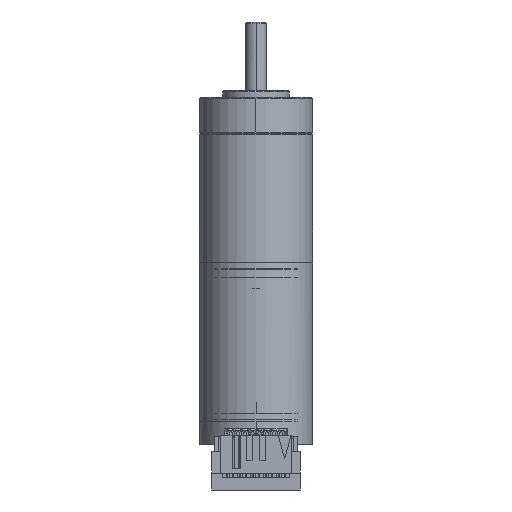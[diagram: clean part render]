
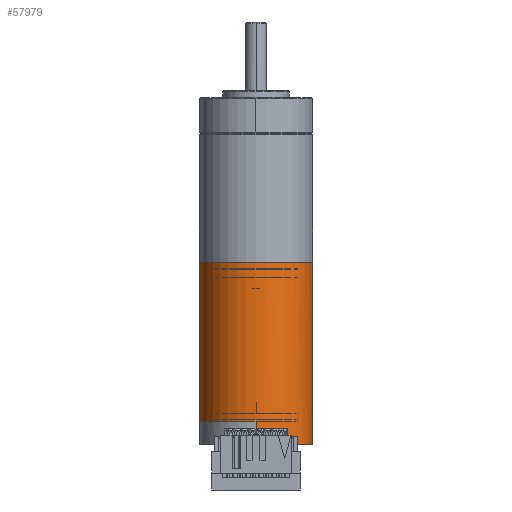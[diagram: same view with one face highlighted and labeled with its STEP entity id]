
A CAD part, front view. The second image highlights one B-rep face of the part: STEP entity #57979.
In plain terms, the highlighted cylindrical face has radius 11 mm (diameter 22 mm), a partial arc.
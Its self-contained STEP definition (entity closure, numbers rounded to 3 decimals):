
#19824=DIRECTION('',(0.,0.,-1.));
#19825=VECTOR('',#19824,30.8);
#19826=CARTESIAN_POINT('',(-11.,0.,30.8));
#19827=LINE('',#19826,#19825);
#19828=DIRECTION('',(0.,0.,1.));
#19829=VECTOR('',#19828,1.5);
#19830=CARTESIAN_POINT('',(0.,-11.,-1.5));
#19831=LINE('',#19830,#19829);
#19851=DIRECTION('',(0.,0.,1.));
#19852=VECTOR('',#19851,4.5);
#19853=CARTESIAN_POINT('',(0.,11.,-4.5));
#19854=LINE('',#19853,#19852);
#19855=CARTESIAN_POINT('',(0.,0.,0.));
#19856=DIRECTION('',(0.,0.,-1.));
#19857=DIRECTION('',(0.,1.,0.));
#19858=AXIS2_PLACEMENT_3D('',#19855,#19856,#19857);
#19860=DIRECTION('',(0.,0.,1.));
#19861=VECTOR('',#19860,30.8);
#19862=CARTESIAN_POINT('',(11.,0.,0.));
#19863=LINE('',#19862,#19861);
#19869=CARTESIAN_POINT('',(0.,0.,-4.5));
#19870=DIRECTION('',(0.,0.,-1.));
#19871=DIRECTION('',(0.,1.,0.));
#19872=AXIS2_PLACEMENT_3D('',#19869,#19870,#19871);
#19874=CARTESIAN_POINT('',(6.168,-9.108,-4.3));
#19875=CARTESIAN_POINT('',(6.235,-9.063,
-4.367));
#19876=CARTESIAN_POINT('',(6.301,-9.017,
-4.434));
#19877=CARTESIAN_POINT('',(6.368,-8.97,-4.5));
#19879=DIRECTION('',(0.,0.,-1.));
#19880=VECTOR('',#19879,2.8);
#19881=CARTESIAN_POINT('',(6.168,-9.108,-1.5));
#19882=LINE('',#19881,#19880);
#19883=CARTESIAN_POINT('',(0.,0.,-1.5));
#19884=DIRECTION('',(0.,0.,-1.));
#19885=DIRECTION('',(0.561,-0.828,0.));
#19886=AXIS2_PLACEMENT_3D('',#19883,#19884,#19885);
#19888=CARTESIAN_POINT('',(0.,0.,0.));
#19889=DIRECTION('',(0.,0.,-1.));
#19890=DIRECTION('',(0.,-1.,0.));
#19891=AXIS2_PLACEMENT_3D('',#19888,#19889,#19890);
#19893=CARTESIAN_POINT('',(0.,0.,30.8));
#19894=DIRECTION('',(0.,0.,-1.));
#19895=DIRECTION('',(1.,0.,0.));
#19896=AXIS2_PLACEMENT_3D('',#19893,#19894,#19895);
#29728=CARTESIAN_POINT('',(11.,0.,30.8));
#29729=CARTESIAN_POINT('',(-11.,0.,30.8));
#29730=VERTEX_POINT('',#29728);
#29731=VERTEX_POINT('',#29729);
#29990=CARTESIAN_POINT('',(6.168,-9.108,-1.5));
#29991=CARTESIAN_POINT('',(0.,-11.,-1.5));
#29992=VERTEX_POINT('',#29990);
#29993=VERTEX_POINT('',#29991);
#30070=VERTEX_POINT('',#19874);
#30071=VERTEX_POINT('',#19877);
#30072=CARTESIAN_POINT('',(0.,11.,-4.5));
#30073=VERTEX_POINT('',#30072);
#30086=CARTESIAN_POINT('',(0.,-11.,0.));
#30087=CARTESIAN_POINT('',(-11.,0.,0.));
#30088=VERTEX_POINT('',#30086);
#30089=VERTEX_POINT('',#30087);
#30090=CARTESIAN_POINT('',(0.,11.,0.));
#30091=CARTESIAN_POINT('',(11.,0.,0.));
#30092=VERTEX_POINT('',#30090);
#30093=VERTEX_POINT('',#30091);
#57957=CARTESIAN_POINT('',(0.,0.,31.29));
#57958=DIRECTION('',(0.,0.,-1.));
#57959=DIRECTION('',(1.,0.,0.));
#57960=AXIS2_PLACEMENT_3D('',#57957,#57958,#57959);
#57961=CYLINDRICAL_SURFACE('',#57960,11.);
#57962=ORIENTED_EDGE('',*,*,#57950,.F.);
#57963=ORIENTED_EDGE('',*,*,#57948,.F.);
#57964=ORIENTED_EDGE('',*,*,#57946,.F.);
#57966=ORIENTED_EDGE('',*,*,#57965,.T.);
#57968=ORIENTED_EDGE('',*,*,#57967,.F.);
#57970=ORIENTED_EDGE('',*,*,#57969,.F.);
#57971=ORIENTED_EDGE('',*,*,#57860,.T.);
#57972=ORIENTED_EDGE('',*,*,#57939,.T.);
#57973=ORIENTED_EDGE('',*,*,#57937,.T.);
#57974=ORIENTED_EDGE('',*,*,#57935,.F.);
#57976=ORIENTED_EDGE('',*,*,#57975,.F.);
#57977=EDGE_LOOP('',(#57962,#57963,#57964,#57966,#57968,#57970,#57971,#57972,
#57973,#57974,#57976));
#57978=FACE_OUTER_BOUND('',#57977,.F.);
#57979=ADVANCED_FACE('',(#57978),#57961,.T.);
#19859=CIRCLE('',#19858,11.);
#19873=CIRCLE('',#19872,11.);
#19878=B_SPLINE_CURVE_WITH_KNOTS('',3,(#19874,#19875,#19876,#19877),
.UNSPECIFIED.,.F.,.F.,(4,4),(0.,1.),.UNSPECIFIED.);
#19887=CIRCLE('',#19886,11.);
#19892=CIRCLE('',#19891,11.);
#19897=CIRCLE('',#19896,11.);
#57860=EDGE_CURVE('',#29992,#29993,#19887,.T.);
#57935=EDGE_CURVE('',#29731,#30089,#19827,.T.);
#57937=EDGE_CURVE('',#30088,#30089,#19892,.T.);
#57939=EDGE_CURVE('',#29993,#30088,#19831,.T.);
#57946=EDGE_CURVE('',#30073,#30092,#19854,.T.);
#57948=EDGE_CURVE('',#30092,#30093,#19859,.T.);
#57950=EDGE_CURVE('',#30093,#29730,#19863,.T.);
#57965=EDGE_CURVE('',#30073,#30071,#19873,.T.);
#57967=EDGE_CURVE('',#30070,#30071,#19878,.T.);
#57969=EDGE_CURVE('',#29992,#30070,#19882,.T.);
#57975=EDGE_CURVE('',#29730,#29731,#19897,.T.);
